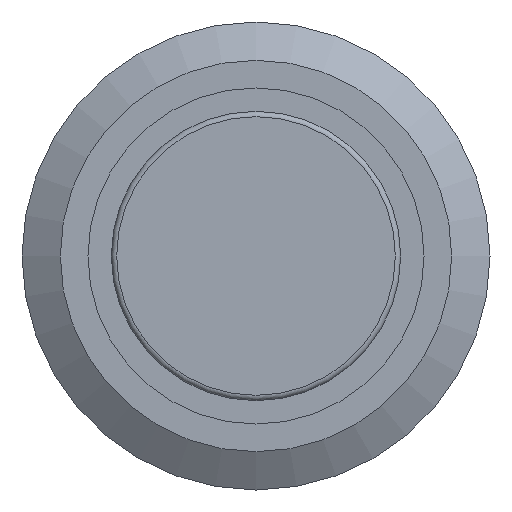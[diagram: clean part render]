
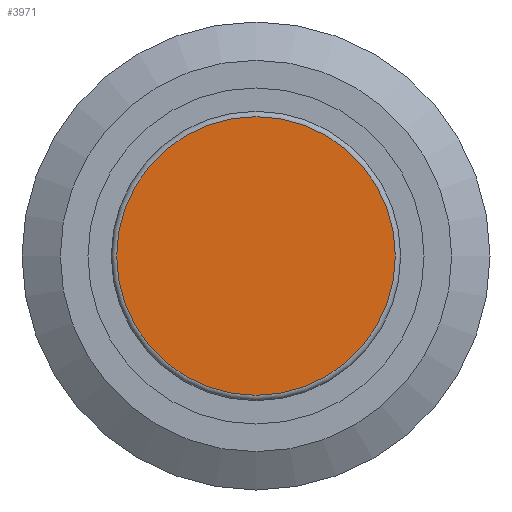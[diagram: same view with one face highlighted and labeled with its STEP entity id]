
A CAD part, left-side view. The second image highlights one B-rep face of the part: STEP entity #3971.
In plain terms, the highlighted planar face has unit normal (-1, 0, 0).
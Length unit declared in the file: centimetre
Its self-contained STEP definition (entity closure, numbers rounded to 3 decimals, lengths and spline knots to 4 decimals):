
#287=CIRCLE('',#4270,0.655);
#501=FACE_OUTER_BOUND('',#744,.T.);
#744=EDGE_LOOP('',(#3592));
#1918=VERTEX_POINT('',#6769);
#2478=EDGE_CURVE('',#1918,#1918,#287,.T.);
#3592=ORIENTED_EDGE('',*,*,#2478,.F.);
#3764=PLANE('',#4269);
#3971=ADVANCED_FACE('',(#501),#3764,.F.);
#4269=AXIS2_PLACEMENT_3D('',#6768,#5227,#5228);
#4270=AXIS2_PLACEMENT_3D('',#6770,#5229,#5230);
#5227=DIRECTION('center_axis',(1.,0.,0.));
#5228=DIRECTION('ref_axis',(0.,1.,0.));
#5229=DIRECTION('center_axis',(1.,0.,0.));
#5230=DIRECTION('ref_axis',(0.,1.,0.));
#6768=CARTESIAN_POINT('Origin',(-0.38,0.,0.));
#6769=CARTESIAN_POINT('',(-0.38,-0.655,0.));
#6770=CARTESIAN_POINT('Origin',(-0.38,0.,0.));
